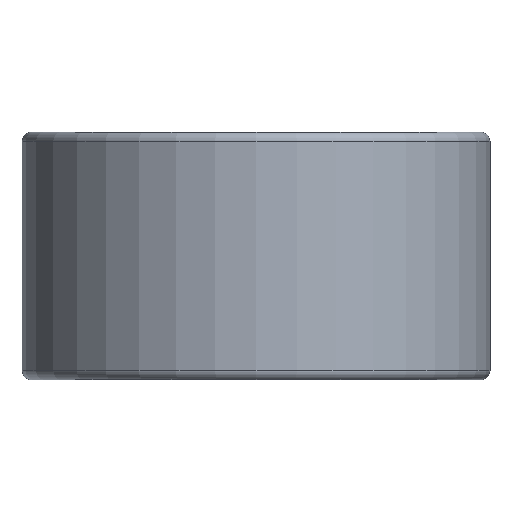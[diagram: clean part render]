
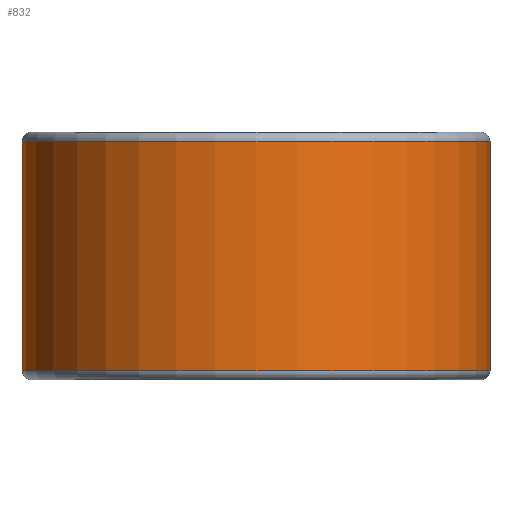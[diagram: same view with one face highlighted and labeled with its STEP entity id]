
A CAD part, front view. The second image highlights one B-rep face of the part: STEP entity #832.
In plain terms, the highlighted cylindrical face has radius 19.444 mm (diameter 38.887 mm), a partial arc.
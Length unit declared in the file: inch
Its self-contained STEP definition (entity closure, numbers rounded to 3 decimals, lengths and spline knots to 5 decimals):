
#18 = CARTESIAN_POINT ( 'NONE',  ( 1.453, -1.875, 0. ) ) ;
#41 = VERTEX_POINT ( 'NONE', #2108 ) ;
#76 = ORIENTED_EDGE ( 'NONE', *, *, #601, .T. ) ;
#122 = CARTESIAN_POINT ( 'NONE',  ( -0.078, -1.875, 0.375 ) ) ;
#128 = EDGE_CURVE ( 'NONE', #1171, #283, #1916, .T. ) ;
#283 = VERTEX_POINT ( 'NONE', #2144 ) ;
#408 = ORIENTED_EDGE ( 'NONE', *, *, #2240, .T. ) ;
#601 = EDGE_CURVE ( 'NONE', #2603, #41, #690, .T. ) ;
#690 = CIRCLE ( 'NONE', #2348, 0.7655 ) ;
#832 = ADVANCED_FACE ( 'NONE', ( #1670 ), #1631, .T. ) ;
#915 = ORIENTED_EDGE ( 'NONE', *, *, #128, .F. ) ;
#1081 = EDGE_CURVE ( 'NONE', #41, #283, #2538, .T. ) ;
#1171 = VERTEX_POINT ( 'NONE', #2119 ) ;
#1174 = EDGE_LOOP ( 'NONE', ( #76, #1903, #915, #408 ) ) ;
#1189 = CARTESIAN_POINT ( 'NONE',  ( 0.6875, -1.875, -0.375 ) ) ;
#1277 = CARTESIAN_POINT ( 'NONE',  ( 0.6875, -1.875, 0.375 ) ) ;
#1420 = DIRECTION ( 'NONE',  ( 1., 0., 0. ) ) ;
#1486 = DIRECTION ( 'NONE',  ( 0., 0., 1. ) ) ;
#1535 = VECTOR ( 'NONE', #1919, 39.37008 ) ;
#1631 = CYLINDRICAL_SURFACE ( 'NONE', #1725, 0.7655 ) ;
#1670 = FACE_OUTER_BOUND ( 'NONE', #1174, .T. ) ;
#1677 = DIRECTION ( 'NONE',  ( 1., 0., 0. ) ) ;
#1725 = AXIS2_PLACEMENT_3D ( 'NONE', #1895, #2296, #1901 ) ;
#1755 = CARTESIAN_POINT ( 'NONE',  ( -0.078, -1.875, -0.375 ) ) ;
#1895 = CARTESIAN_POINT ( 'NONE',  ( 0.6875, -1.875, 0. ) ) ;
#1901 = DIRECTION ( 'NONE',  ( 1., 0., 0. ) ) ;
#1903 = ORIENTED_EDGE ( 'NONE', *, *, #1081, .T. ) ;
#1916 = CIRCLE ( 'NONE', #2685, 0.7655 ) ;
#1919 = DIRECTION ( 'NONE',  ( 0., 0., 1. ) ) ;
#2108 = CARTESIAN_POINT ( 'NONE',  ( 1.453, -1.875, -0.375 ) ) ;
#2119 = CARTESIAN_POINT ( 'NONE',  ( -0.078, -1.875, 0.375 ) ) ;
#2144 = CARTESIAN_POINT ( 'NONE',  ( 1.453, -1.875, 0.375 ) ) ;
#2228 = DIRECTION ( 'NONE',  ( 0., 0., -1. ) ) ;
#2234 = VECTOR ( 'NONE', #2228, 39.37008 ) ;
#2240 = EDGE_CURVE ( 'NONE', #1171, #2603, #2298, .T. ) ;
#2296 = DIRECTION ( 'NONE',  ( 0., 0., 1. ) ) ;
#2298 = LINE ( 'NONE', #122, #2234 ) ;
#2348 = AXIS2_PLACEMENT_3D ( 'NONE', #1189, #2617, #1420 ) ;
#2538 = LINE ( 'NONE', #18, #1535 ) ;
#2603 = VERTEX_POINT ( 'NONE', #1755 ) ;
#2617 = DIRECTION ( 'NONE',  ( 0., 0., 1. ) ) ;
#2685 = AXIS2_PLACEMENT_3D ( 'NONE', #1277, #1486, #1677 ) ;
